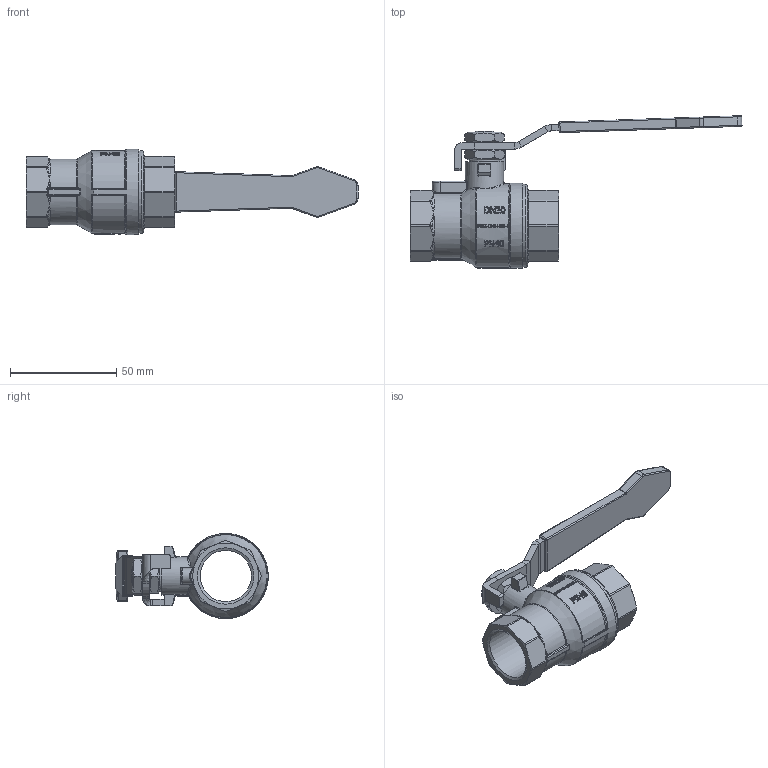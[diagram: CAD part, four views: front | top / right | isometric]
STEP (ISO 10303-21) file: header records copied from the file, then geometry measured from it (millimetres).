
FILE_DESCRIPTION (( 'STEP AP214' ), '1' );
FILE_NAME ('DVGW-K2-034-G16-4 2212.STEP', '2022-12-05T11:47:44', ( '' ), ( '' ), 'SwSTEP 2.0', 'SolidWorks 2019', '' );
FILE_SCHEMA (( 'AUTOMOTIVE_DESIGN' ));
Length unit declared in the file: millimetre
Products named in the file (1): DVGW-K2-034-G16-4 2212
Bounding box: 156.02 x 71.72 x 40 mm (x, y, z)
Volume: 51276.5 mm3; surface area: 22157.2 mm2
Topology: 1 solids, 1 shells, 940 faces, 2395 edges, 1467 vertices
Faces by surface type: bspline 355, plane 320, cylinder 171, cone 37, torus 34, sphere 23
Full cylindrical faces by diameter (mm): 14.473 x1, 18 x1, 24.117 x1, 39 x1, 40 x1
Entity records: 71459 total; most frequent: CARTESIAN_POINT 49182, ORIENTED_EDGE 4632, DIRECTION 2796, EDGE_CURVE 2316, VERTEX_POINT 1456, EDGE_LOOP 1020, B_SPLINE_CURVE_WITH_KNOTS 968, FACE_OUTER_BOUND 946
